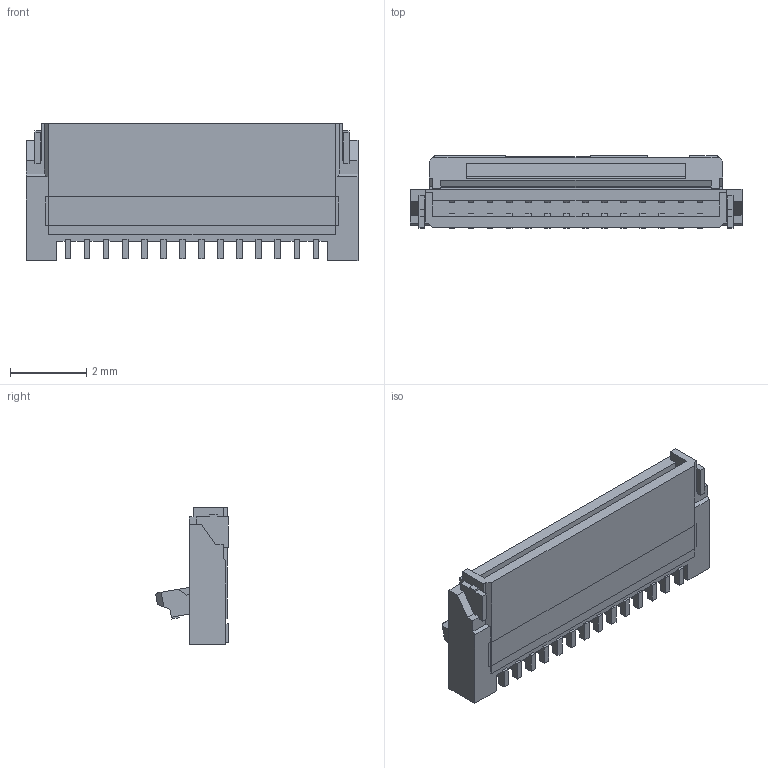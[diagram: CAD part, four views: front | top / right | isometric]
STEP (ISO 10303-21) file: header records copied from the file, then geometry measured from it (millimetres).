
FILE_DESCRIPTION (( 'STEP AP214' ), '1' );
FILE_NAME ('5034801400_color.STEP', '2020-04-22T05:49:37', ( '' ), ( '' ), 'SwSTEP 2.0', 'SolidWorks 2020', '' );
FILE_SCHEMA (( 'AUTOMOTIVE_DESIGN' ));
Length unit declared in the file: millimetre
Products named in the file (1): 5034801400_color
Bounding box: 8.7 x 1.9 x 3.6 mm (x, y, z)
Volume: 20.4 mm3; surface area: 162.9 mm2
Topology: 30 solids, 30 shells, 842 faces, 2215 edges, 1474 vertices
Faces by surface type: plane 780, cylinder 62
Entity records: 28927 total; most frequent: CARTESIAN_POINT 4550, ORIENTED_EDGE 4430, DIRECTION 4023, EDGE_CURVE 2215, LINE 2089, VECTOR 2089, VERTEX_POINT 1474, AXIS2_PLACEMENT_3D 967
